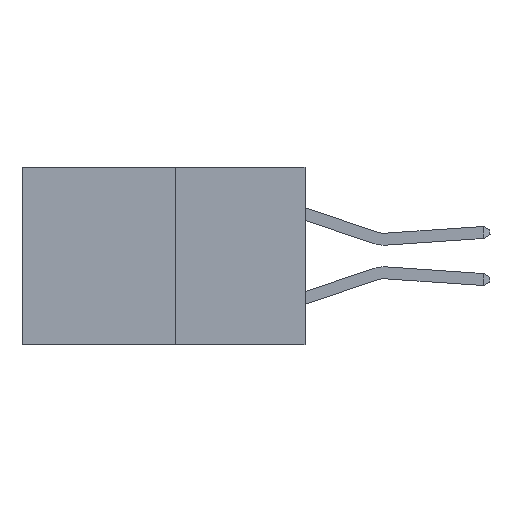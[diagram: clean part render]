
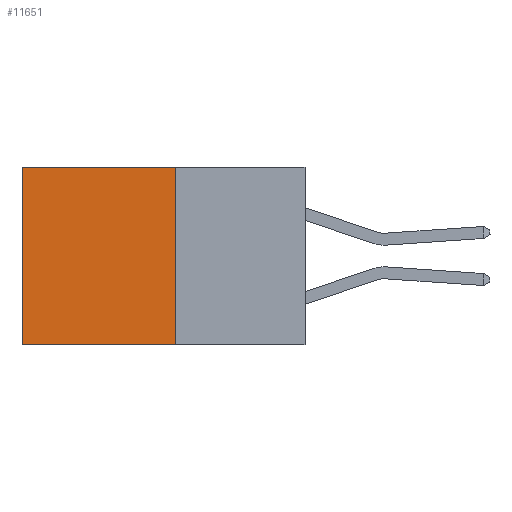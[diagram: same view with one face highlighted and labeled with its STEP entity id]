
A CAD part, left-side view. The second image highlights one B-rep face of the part: STEP entity #11651.
In plain terms, the highlighted planar face has unit normal (-1, 0, 0).
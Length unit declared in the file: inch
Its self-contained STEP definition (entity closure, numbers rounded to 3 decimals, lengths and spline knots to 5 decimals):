
#180 = AXIS2_PLACEMENT_3D ( 'NONE', #4706, #11107, #5630 ) ;
#401 = LINE ( 'NONE', #4682, #7877 ) ;
#476 = EDGE_CURVE ( 'NONE', #6293, #11499, #6865, .T. ) ;
#1446 = CARTESIAN_POINT ( 'NONE',  ( 0.277, 0.59, 0. ) ) ;
#1710 = EDGE_CURVE ( 'NONE', #10637, #11020, #401, .T. ) ;
#2004 = LINE ( 'NONE', #3949, #7045 ) ;
#2780 = PLANE ( 'NONE',  #180 ) ;
#3096 = EDGE_LOOP ( 'NONE', ( #7548, #5328, #5264, #4451 ) ) ;
#3949 = CARTESIAN_POINT ( 'NONE',  ( 0.277, 0.27, 0. ) ) ;
#3970 = DIRECTION ( 'NONE',  ( 0., 1., 0. ) ) ;
#4451 = ORIENTED_EDGE ( 'NONE', *, *, #5682, .T. ) ;
#4682 = CARTESIAN_POINT ( 'NONE',  ( 0.277, 0.27, -0.37 ) ) ;
#4706 = CARTESIAN_POINT ( 'NONE',  ( 0.277, 0.27, -0.37 ) ) ;
#5264 = ORIENTED_EDGE ( 'NONE', *, *, #1710, .F. ) ;
#5328 = ORIENTED_EDGE ( 'NONE', *, *, #7472, .F. ) ;
#5465 = CARTESIAN_POINT ( 'NONE',  ( 0.277, 0.59, -0.37 ) ) ;
#5630 = DIRECTION ( 'NONE',  ( 0., 0., -1. ) ) ;
#5682 = EDGE_CURVE ( 'NONE', #10637, #6293, #2004, .T. ) ;
#5727 = FACE_OUTER_BOUND ( 'NONE', #3096, .T. ) ;
#6070 = LINE ( 'NONE', #8087, #10677 ) ;
#6293 = VERTEX_POINT ( 'NONE', #1446 ) ;
#6408 = CARTESIAN_POINT ( 'NONE',  ( 0.277, 0.27, 0. ) ) ;
#6865 = LINE ( 'NONE', #6937, #8517 ) ;
#6937 = CARTESIAN_POINT ( 'NONE',  ( 0.277, 0.59, -0.37 ) ) ;
#7045 = VECTOR ( 'NONE', #3970, 39.37008 ) ;
#7472 = EDGE_CURVE ( 'NONE', #11020, #11499, #6070, .T. ) ;
#7548 = ORIENTED_EDGE ( 'NONE', *, *, #476, .T. ) ;
#7877 = VECTOR ( 'NONE', #8782, 39.37008 ) ;
#8072 = DIRECTION ( 'NONE',  ( 0., 1., 0. ) ) ;
#8087 = CARTESIAN_POINT ( 'NONE',  ( 0.277, 0.27, -0.37 ) ) ;
#8517 = VECTOR ( 'NONE', #10028, 39.37008 ) ;
#8782 = DIRECTION ( 'NONE',  ( 0., 0., -1. ) ) ;
#10028 = DIRECTION ( 'NONE',  ( 0., 0., -1. ) ) ;
#10577 = CARTESIAN_POINT ( 'NONE',  ( 0.277, 0.27, -0.37 ) ) ;
#10637 = VERTEX_POINT ( 'NONE', #6408 ) ;
#10677 = VECTOR ( 'NONE', #8072, 39.37008 ) ;
#11020 = VERTEX_POINT ( 'NONE', #10577 ) ;
#11107 = DIRECTION ( 'NONE',  ( 1., 0., 0. ) ) ;
#11499 = VERTEX_POINT ( 'NONE', #5465 ) ;
#11651 = ADVANCED_FACE ( 'NONE', ( #5727 ), #2780, .F. ) ;
